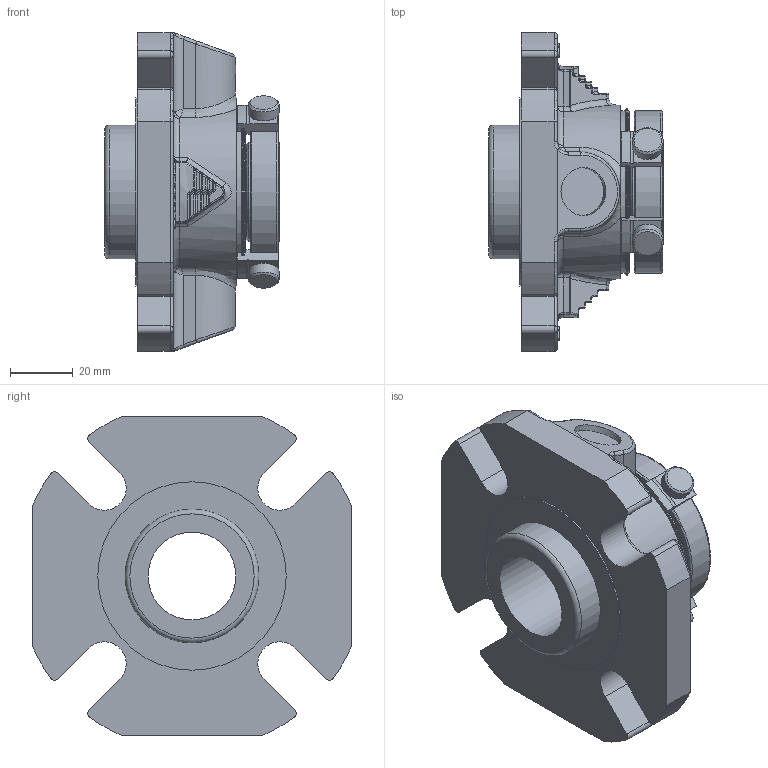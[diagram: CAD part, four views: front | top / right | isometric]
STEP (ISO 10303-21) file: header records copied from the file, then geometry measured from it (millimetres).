
FILE_DESCRIPTION(/* description */ ('Unknown'),/* implementation_level */ '2;1');
FILE_NAME(/* name */ '28mm SMSS SEAL ARRANGEMENT',/* time_stamp */ '2023-04-18T08:39:15+01:00',/* author */ ('Unknown'),/* organization */ ('Unknown'),/* preprocessor_version */ 'ST-DEVELOPER v18.102',/* originating_system */ 'Solid Edge',/* authorisation */ 'Unknown');
FILE_SCHEMA (('AUTOMOTIVE_DESIGN {1 0 10303 214 3 1 1}'));
Length unit declared in the file: millimetre
Products named in the file (1): 28mm
Bounding box: 55.73 x 101.6 x 101.6 mm (x, y, z)
Volume: 171691.3 mm3; surface area: 38501.9 mm2
Topology: 1 solids, 1 shells, 694 faces, 1703 edges, 1018 vertices
Faces by surface type: cylinder 284, plane 202, torus 88, bspline 58, sphere 40, cone 22
Full cylindrical faces by diameter (mm): 3.118 x2, 9.89 x4, 15.25 x2, 27.991 x1, 30.378 x1, 31.318 x1, 31.826 x1, 42.621 x1, 51.714 x3, 53.238 x1, 60 x1
Entity records: 25776 total; most frequent: CARTESIAN_POINT 4847, DIRECTION 3494, ORIENTED_EDGE 3280, EDGE_CURVE 1640, AXIS2_PLACEMENT_3D 1377, VERTEX_POINT 1010, EDGE_LOOP 766, FACE_BOUND 766
